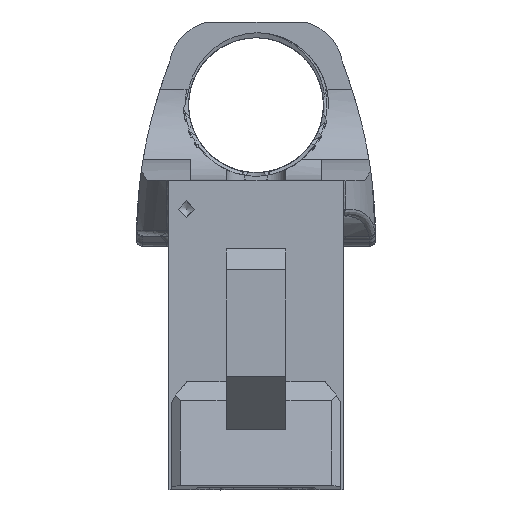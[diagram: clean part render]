
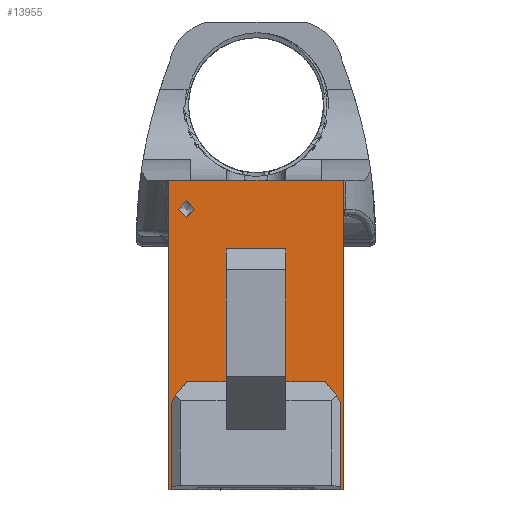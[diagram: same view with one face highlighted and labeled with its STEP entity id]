
A CAD part, left-side view. The second image highlights one B-rep face of the part: STEP entity #13955.
In plain terms, the highlighted planar face has unit normal (-1, 0, 0).
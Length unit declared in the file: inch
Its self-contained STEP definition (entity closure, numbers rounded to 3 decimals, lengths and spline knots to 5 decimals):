
#114=FACE_BOUND('',#2156,.T.);
#480=PLANE('',#15047);
#1393=FACE_OUTER_BOUND('',#2155,.T.);
#2155=EDGE_LOOP('',(#12614,#12615,#12616,#12617,#12618,#12619,#12620,#12621,
#12622,#12623,#12624,#12625,#12626,#12627,#12628,#12629));
#2156=EDGE_LOOP('',(#12630,#12631,#12632,#12633));
#4089=LINE('',#37022,#5252);
#4091=LINE('',#37026,#5254);
#4093=LINE('',#37031,#5256);
#4098=LINE('',#37041,#5261);
#4100=LINE('',#37045,#5263);
#4104=LINE('',#37053,#5267);
#4107=LINE('',#37058,#5270);
#4109=LINE('',#37062,#5272);
#4112=LINE('',#37068,#5275);
#4117=LINE('',#37078,#5280);
#4119=LINE('',#37082,#5282);
#4139=LINE('',#37131,#5302);
#4141=LINE('',#37136,#5304);
#4142=LINE('',#37137,#5305);
#4143=LINE('',#37139,#5306);
#4144=LINE('',#37141,#5307);
#4145=LINE('',#37143,#5308);
#4146=LINE('',#37144,#5309);
#4147=LINE('',#37146,#5310);
#4148=LINE('',#37147,#5311);
#5252=VECTOR('',#18186,0.3937);
#5254=VECTOR('',#18190,0.3937);
#5256=VECTOR('',#18194,0.3937);
#5261=VECTOR('',#18201,0.3937);
#5263=VECTOR('',#18205,0.3937);
#5267=VECTOR('',#18211,0.3937);
#5270=VECTOR('',#18216,0.3937);
#5272=VECTOR('',#18220,0.3937);
#5275=VECTOR('',#18225,0.3937);
#5280=VECTOR('',#18232,0.3937);
#5282=VECTOR('',#18236,0.3937);
#5302=VECTOR('',#18280,0.3937);
#5304=VECTOR('',#18284,0.3937);
#5305=VECTOR('',#18285,0.3937);
#5306=VECTOR('',#18286,0.3937);
#5307=VECTOR('',#18287,0.3937);
#5308=VECTOR('',#18288,0.3937);
#5309=VECTOR('',#18289,0.3937);
#5310=VECTOR('',#18290,0.3937);
#5311=VECTOR('',#18291,0.3937);
#6667=VERTEX_POINT('',#37019);
#6668=VERTEX_POINT('',#37021);
#6669=VERTEX_POINT('',#37025);
#6670=VERTEX_POINT('',#37029);
#6671=VERTEX_POINT('',#37030);
#6675=VERTEX_POINT('',#37040);
#6676=VERTEX_POINT('',#37044);
#6679=VERTEX_POINT('',#37052);
#6680=VERTEX_POINT('',#37057);
#6681=VERTEX_POINT('',#37061);
#6683=VERTEX_POINT('',#37067);
#6687=VERTEX_POINT('',#37077);
#6688=VERTEX_POINT('',#37081);
#6704=VERTEX_POINT('',#37128);
#6706=VERTEX_POINT('',#37134);
#6707=VERTEX_POINT('',#37135);
#6708=VERTEX_POINT('',#37138);
#6709=VERTEX_POINT('',#37140);
#6710=VERTEX_POINT('',#37142);
#6711=VERTEX_POINT('',#37145);
#8720=EDGE_CURVE('',#6667,#6668,#4089,.T.);
#8722=EDGE_CURVE('',#6668,#6669,#4091,.T.);
#8724=EDGE_CURVE('',#6670,#6671,#4093,.T.);
#8729=EDGE_CURVE('',#6671,#6675,#4098,.T.);
#8731=EDGE_CURVE('',#6675,#6676,#4100,.T.);
#8735=EDGE_CURVE('',#6676,#6679,#4104,.T.);
#8738=EDGE_CURVE('',#6679,#6680,#4107,.T.);
#8740=EDGE_CURVE('',#6680,#6681,#4109,.T.);
#8743=EDGE_CURVE('',#6681,#6683,#4112,.T.);
#8748=EDGE_CURVE('',#6683,#6687,#4117,.T.);
#8750=EDGE_CURVE('',#6687,#6688,#4119,.T.);
#8774=EDGE_CURVE('',#6704,#6670,#4139,.T.);
#8776=EDGE_CURVE('',#6706,#6707,#4141,.T.);
#8777=EDGE_CURVE('',#6688,#6706,#4142,.T.);
#8778=EDGE_CURVE('',#6708,#6704,#4143,.T.);
#8779=EDGE_CURVE('',#6709,#6708,#4144,.T.);
#8780=EDGE_CURVE('',#6710,#6709,#4145,.T.);
#8781=EDGE_CURVE('',#6707,#6710,#4146,.T.);
#8782=EDGE_CURVE('',#6711,#6667,#4147,.T.);
#8783=EDGE_CURVE('',#6669,#6711,#4148,.T.);
#12614=ORIENTED_EDGE('',*,*,#8776,.F.);
#12615=ORIENTED_EDGE('',*,*,#8777,.F.);
#12616=ORIENTED_EDGE('',*,*,#8750,.F.);
#12617=ORIENTED_EDGE('',*,*,#8748,.F.);
#12618=ORIENTED_EDGE('',*,*,#8743,.F.);
#12619=ORIENTED_EDGE('',*,*,#8740,.F.);
#12620=ORIENTED_EDGE('',*,*,#8738,.F.);
#12621=ORIENTED_EDGE('',*,*,#8735,.F.);
#12622=ORIENTED_EDGE('',*,*,#8731,.F.);
#12623=ORIENTED_EDGE('',*,*,#8729,.F.);
#12624=ORIENTED_EDGE('',*,*,#8724,.F.);
#12625=ORIENTED_EDGE('',*,*,#8774,.F.);
#12626=ORIENTED_EDGE('',*,*,#8778,.F.);
#12627=ORIENTED_EDGE('',*,*,#8779,.F.);
#12628=ORIENTED_EDGE('',*,*,#8780,.F.);
#12629=ORIENTED_EDGE('',*,*,#8781,.F.);
#12630=ORIENTED_EDGE('',*,*,#8722,.F.);
#12631=ORIENTED_EDGE('',*,*,#8720,.F.);
#12632=ORIENTED_EDGE('',*,*,#8782,.F.);
#12633=ORIENTED_EDGE('',*,*,#8783,.F.);
#13955=ADVANCED_FACE('',(#1393,#114),#480,.F.);
#15047=AXIS2_PLACEMENT_3D('',#37133,#18282,#18283);
#18186=DIRECTION('',(0.,-0.707,0.707));
#18190=DIRECTION('',(0.,0.707,0.707));
#18194=DIRECTION('',(0.,0.568,0.823));
#18201=DIRECTION('',(0.,0.,1.));
#18205=DIRECTION('',(0.,1.,0.001));
#18211=DIRECTION('',(0.,0.,1.));
#18216=DIRECTION('',(0.,1.,0.));
#18220=DIRECTION('',(0.,0.,-1.));
#18225=DIRECTION('',(0.,1.,0.001));
#18232=DIRECTION('',(0.,0.,-1.));
#18236=DIRECTION('',(0.,0.568,-0.823));
#18280=DIRECTION('',(0.,0.,1.));
#18282=DIRECTION('center_axis',(1.,0.,0.));
#18283=DIRECTION('ref_axis',(0.,1.,0.));
#18284=DIRECTION('',(0.,1.,0.));
#18285=DIRECTION('',(0.,0.,-1.));
#18286=DIRECTION('',(0.,1.,0.));
#18287=DIRECTION('',(0.,0.,-1.));
#18288=DIRECTION('',(0.,-1.,0.));
#18289=DIRECTION('',(0.,0.,1.));
#18290=DIRECTION('',(0.,-0.707,-0.707));
#18291=DIRECTION('',(0.,0.707,-0.707));
#37019=CARTESIAN_POINT('',(-6.022,-1.62773,2.28897));
#37021=CARTESIAN_POINT('',(-6.022,-1.69632,2.35756));
#37022=CARTESIAN_POINT('',(-6.022,-1.69535,2.35659));
#37025=CARTESIAN_POINT('',(-6.022,-1.62773,2.42615));
#37026=CARTESIAN_POINT('',(-6.022,-2.13984,1.91405));
#37029=CARTESIAN_POINT('',(-6.022,-2.91895,0.72845));
#37030=CARTESIAN_POINT('',(-6.022,-2.79395,0.90971));
#37031=CARTESIAN_POINT('',(-6.022,-2.95806,0.67174));
#37040=CARTESIAN_POINT('',(-6.022,-2.79395,0.9115));
#37041=CARTESIAN_POINT('',(-6.022,-2.79395,0.78829));
#37044=CARTESIAN_POINT('',(-6.022,-2.46095,0.91177));
#37045=CARTESIAN_POINT('',(-6.022,-1.90528,0.91222));
#37052=CARTESIAN_POINT('',(-6.022,-2.46095,2.02474));
#37053=CARTESIAN_POINT('',(-6.022,-2.46095,1.87487));
#37057=CARTESIAN_POINT('',(-6.022,-1.96095,2.02474));
#37058=CARTESIAN_POINT('',(-6.022,-3.20708,2.02474));
#37061=CARTESIAN_POINT('',(-6.022,-1.96095,0.91218));
#37062=CARTESIAN_POINT('',(-6.022,-1.96095,1.87487));
#37067=CARTESIAN_POINT('',(-6.022,-1.62795,0.91245));
#37068=CARTESIAN_POINT('',(-6.022,-1.90528,0.91222));
#37077=CARTESIAN_POINT('',(-6.022,-1.62795,0.90954));
#37078=CARTESIAN_POINT('',(-6.022,-1.62795,2.02999));
#37081=CARTESIAN_POINT('',(-6.022,-1.50295,0.72825));
#37082=CARTESIAN_POINT('',(-6.022,-1.60349,0.87406));
#37128=CARTESIAN_POINT('',(-6.022,-2.91895,0.00756));
#37131=CARTESIAN_POINT('',(-6.022,-2.91895,0.41898));
#37133=CARTESIAN_POINT('Origin',(-6.022,-2.65,1.4));
#37134=CARTESIAN_POINT('',(-6.022,-1.50295,0.00756));
#37135=CARTESIAN_POINT('',(-6.022,-1.47977,0.00756));
#37136=CARTESIAN_POINT('',(-6.022,-2.18006,0.00756));
#37137=CARTESIAN_POINT('',(-6.022,-1.50295,0.94832));
#37138=CARTESIAN_POINT('',(-6.022,-2.9417,0.00756));
#37139=CARTESIAN_POINT('',(-6.022,-2.18006,0.00756));
#37140=CARTESIAN_POINT('',(-6.022,-2.9417,2.59772));
#37141=CARTESIAN_POINT('',(-6.022,-2.9417,1.33378));
#37142=CARTESIAN_POINT('',(-6.022,-1.47977,2.59772));
#37143=CARTESIAN_POINT('',(-6.022,-2.55537,2.59772));
#37144=CARTESIAN_POINT('',(-6.022,-1.47977,1.67378));
#37145=CARTESIAN_POINT('',(-6.022,-1.55915,2.35756));
#37146=CARTESIAN_POINT('',(-6.022,-2.10554,1.81116));
#37147=CARTESIAN_POINT('',(-6.022,-1.59247,2.39089));
